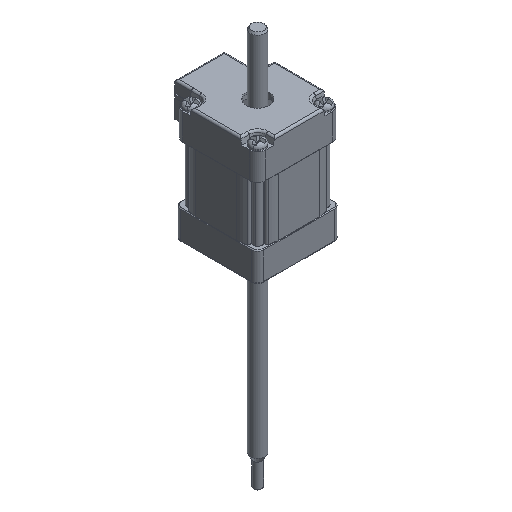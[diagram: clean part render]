
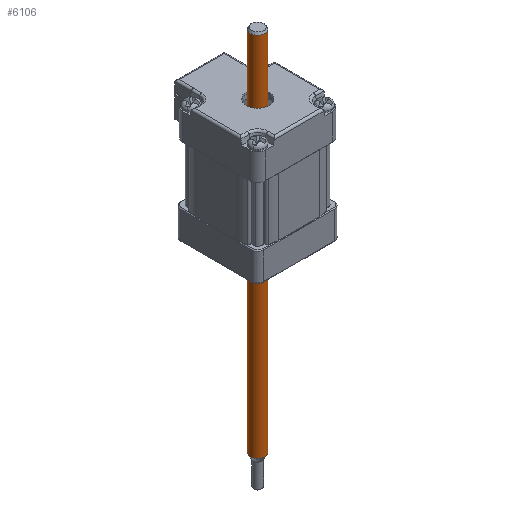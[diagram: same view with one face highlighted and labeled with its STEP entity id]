
A CAD part, isometric view. The second image highlights one B-rep face of the part: STEP entity #6106.
In plain terms, the highlighted cylindrical face has radius 1.75 mm (diameter 3.5 mm), a partial arc.
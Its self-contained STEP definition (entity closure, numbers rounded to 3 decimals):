
#451 = VERTEX_POINT ( 'NONE', #6861 ) ;
#634 = AXIS2_PLACEMENT_3D ( 'NONE', #6154, #745, #7088 ) ;
#663 = FACE_OUTER_BOUND ( 'NONE', #10507, .T. ) ;
#745 = DIRECTION ( 'NONE',  ( 0., 0., -1. ) ) ;
#888 = EDGE_CURVE ( 'NONE', #451, #9648, #2791, .T. ) ;
#1170 = CARTESIAN_POINT ( 'NONE',  ( 2.453, -3.253, 30.416 ) ) ;
#2036 = CARTESIAN_POINT ( 'NONE',  ( 3.721, -4.459, -57.785 ) ) ;
#2077 = DIRECTION ( 'NONE',  ( -0.725, 0.689, 0. ) ) ;
#2791 = LINE ( 'NONE', #11436, #7587 ) ;
#2901 = AXIS2_PLACEMENT_3D ( 'NONE', #1170, #7499, #2077 ) ;
#2915 = DIRECTION ( 'NONE',  ( 0., 0., -1. ) ) ;
#3107 = CARTESIAN_POINT ( 'NONE',  ( 1.185, -2.047, -85.484 ) ) ;
#3859 = AXIS2_PLACEMENT_3D ( 'NONE', #7071, #11526, #10618 ) ;
#4118 = EDGE_CURVE ( 'NONE', #4547, #4459, #10309, .T. ) ;
#4231 = ORIENTED_EDGE ( 'NONE', *, *, #8107, .T. ) ;
#4459 = VERTEX_POINT ( 'NONE', #8605 ) ;
#4547 = VERTEX_POINT ( 'NONE', #10100 ) ;
#5575 = VECTOR ( 'NONE', #2915, 1000. ) ;
#6106 = ADVANCED_FACE ( 'NONE', ( #663 ), #7584, .T. ) ;
#6154 = CARTESIAN_POINT ( 'NONE',  ( 2.453, -3.253, -57.785 ) ) ;
#6861 = CARTESIAN_POINT ( 'NONE',  ( 3.721, -4.459, 30.416 ) ) ;
#7071 = CARTESIAN_POINT ( 'NONE',  ( 2.453, -3.253, -85.484 ) ) ;
#7088 = DIRECTION ( 'NONE',  ( 0.725, -0.689, 0. ) ) ;
#7499 = DIRECTION ( 'NONE',  ( 0., 0., -1. ) ) ;
#7584 = CYLINDRICAL_SURFACE ( 'NONE', #3859, 1.75 ) ;
#7587 = VECTOR ( 'NONE', #11108, 1000. ) ;
#7608 = ORIENTED_EDGE ( 'NONE', *, *, #888, .F. ) ;
#8107 = EDGE_CURVE ( 'NONE', #451, #4547, #9405, .T. ) ;
#8605 = CARTESIAN_POINT ( 'NONE',  ( 1.185, -2.047, -57.785 ) ) ;
#9405 = CIRCLE ( 'NONE', #2901, 1.75 ) ;
#9648 = VERTEX_POINT ( 'NONE', #2036 ) ;
#9980 = EDGE_CURVE ( 'NONE', #9648, #4459, #11158, .T. ) ;
#10100 = CARTESIAN_POINT ( 'NONE',  ( 1.185, -2.047, 30.416 ) ) ;
#10289 = ORIENTED_EDGE ( 'NONE', *, *, #4118, .T. ) ;
#10309 = LINE ( 'NONE', #3107, #5575 ) ;
#10507 = EDGE_LOOP ( 'NONE', ( #7608, #4231, #10289, #11456 ) ) ;
#10618 = DIRECTION ( 'NONE',  ( -0.725, 0.689, 0. ) ) ;
#11108 = DIRECTION ( 'NONE',  ( 0., 0., -1. ) ) ;
#11158 = CIRCLE ( 'NONE', #634, 1.75 ) ;
#11436 = CARTESIAN_POINT ( 'NONE',  ( 3.721, -4.459, -85.484 ) ) ;
#11456 = ORIENTED_EDGE ( 'NONE', *, *, #9980, .F. ) ;
#11526 = DIRECTION ( 'NONE',  ( 0., 0., -1. ) ) ;
